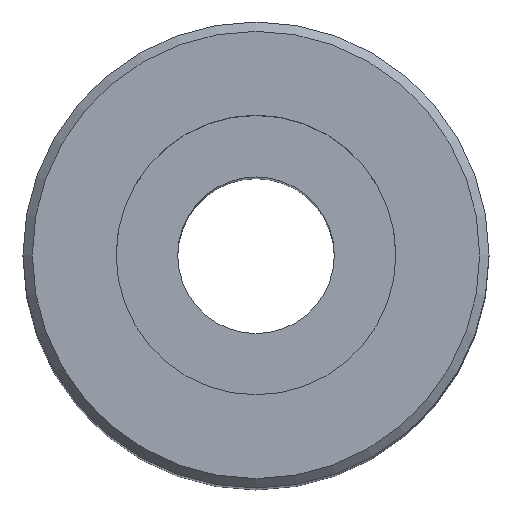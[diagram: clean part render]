
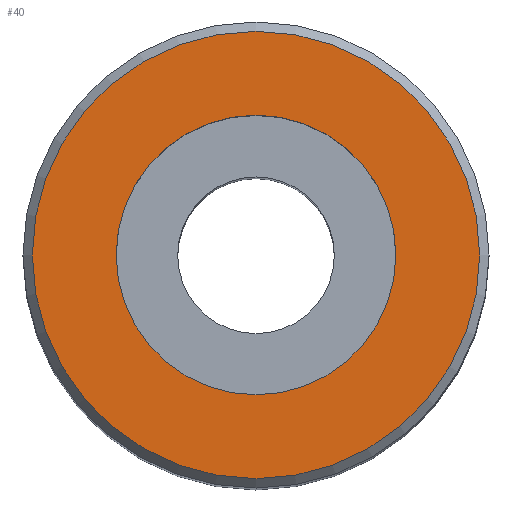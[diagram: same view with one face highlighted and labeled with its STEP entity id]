
A CAD part, top view. The second image highlights one B-rep face of the part: STEP entity #40.
In plain terms, the highlighted planar face has unit normal (0, 0, 1).
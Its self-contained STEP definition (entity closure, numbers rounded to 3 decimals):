
#40=ADVANCED_FACE('',(#81,#82),#83,.T.);
#81=FACE_BOUND('',#120,.T.);
#82=FACE_OUTER_BOUND('',#121,.T.);
#83=PLANE('',#122);
#120=EDGE_LOOP('',(#161));
#121=EDGE_LOOP('',(#162));
#122=AXIS2_PLACEMENT_3D('',#163,#164,#165);
#161=ORIENTED_EDGE('',*,*,#185,.T.);
#162=ORIENTED_EDGE('',*,*,#194,.T.);
#163=CARTESIAN_POINT('',(0.0,0.0,62.0));
#164=DIRECTION('',(0.0,0.0,1.0));
#165=DIRECTION('',(1.0,0.0,0.0));
#185=EDGE_CURVE('',#201,#201,#202,.T.);
#194=EDGE_CURVE('',#216,#216,#217,.T.);
#201=VERTEX_POINT('',#225);
#202=CIRCLE('',#226,7.5);
#216=VERTEX_POINT('',#240);
#217=CIRCLE('',#241,12.0);
#225=CARTESIAN_POINT('',(-7.5,0.0,62.0));
#226=AXIS2_PLACEMENT_3D('',#248,#249,#250);
#240=CARTESIAN_POINT('',(12.0,0.0,62.0));
#241=AXIS2_PLACEMENT_3D('',#266,#267,#268);
#248=CARTESIAN_POINT('',(0.0,0.0,62.0));
#249=DIRECTION('',(0.0,0.0,-1.0));
#250=DIRECTION('',(-1.0,0.0,0.0));
#266=CARTESIAN_POINT('',(0.0,0.0,62.0));
#267=DIRECTION('',(0.0,0.0,1.0));
#268=DIRECTION('',(1.0,0.0,0.0));
